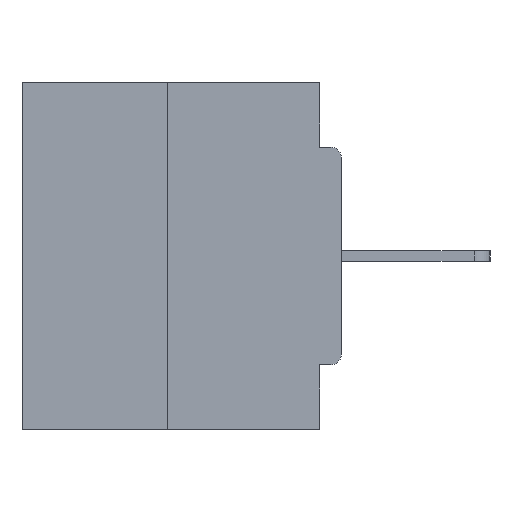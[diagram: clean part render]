
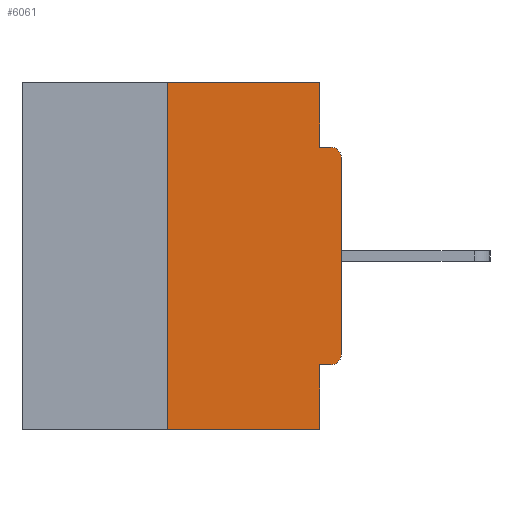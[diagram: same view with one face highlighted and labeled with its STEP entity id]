
A CAD part, left-side view. The second image highlights one B-rep face of the part: STEP entity #6061.
In plain terms, the highlighted planar face has unit normal (-1, 0, 0).
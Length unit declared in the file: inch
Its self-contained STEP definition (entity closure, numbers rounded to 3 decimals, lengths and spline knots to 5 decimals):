
#765 = DIRECTION ( 'NONE',  ( -1., 0., 0. ) ) ;
#1402 = EDGE_CURVE ( 'NONE', #10918, #4388, #23866, .T. ) ;
#1902 = DIRECTION ( 'NONE',  ( 0., 0., 1. ) ) ;
#2659 = CARTESIAN_POINT ( 'NONE',  ( 0., 0.031, 0. ) ) ;
#3123 = LINE ( 'NONE', #17338, #3649 ) ;
#3262 = VERTEX_POINT ( 'NONE', #20980 ) ;
#3366 = CARTESIAN_POINT ( 'NONE',  ( 0., 0.031, -0.0935 ) ) ;
#3558 = EDGE_CURVE ( 'NONE', #26536, #7616, #3737, .T. ) ;
#3649 = VECTOR ( 'NONE', #28689, 39.37008 ) ;
#3737 = LINE ( 'NONE', #13255, #16414 ) ;
#4034 = CARTESIAN_POINT ( 'NONE',  ( 0., 0.25, 0. ) ) ;
#4388 = VERTEX_POINT ( 'NONE', #4394 ) ;
#4394 = CARTESIAN_POINT ( 'NONE',  ( 0., 0., -0.1085 ) ) ;
#4989 = DIRECTION ( 'NONE',  ( -1., 0., 0. ) ) ;
#5235 = DIRECTION ( 'NONE',  ( 0., -1., 0. ) ) ;
#5374 = VERTEX_POINT ( 'NONE', #27450 ) ;
#5580 = CARTESIAN_POINT ( 'NONE',  ( 0., 0., 0. ) ) ;
#6061 = ADVANCED_FACE ( 'NONE', ( #21606 ), #21905, .F. ) ;
#6912 = LINE ( 'NONE', #9772, #23156 ) ;
#6990 = CARTESIAN_POINT ( 'NONE',  ( 0., 0., -0.3915 ) ) ;
#7548 = DIRECTION ( 'NONE',  ( 0., 0., 1. ) ) ;
#7616 = VERTEX_POINT ( 'NONE', #29741 ) ;
#7746 = DIRECTION ( 'NONE',  ( 0., 0., -1. ) ) ;
#7793 = ORIENTED_EDGE ( 'NONE', *, *, #15605, .T. ) ;
#7828 = ORIENTED_EDGE ( 'NONE', *, *, #10186, .F. ) ;
#7863 = DIRECTION ( 'NONE',  ( 0., 0., -1. ) ) ;
#8750 = CIRCLE ( 'NONE', #17430, 0.015 ) ;
#8823 = ORIENTED_EDGE ( 'NONE', *, *, #3558, .F. ) ;
#9467 = ORIENTED_EDGE ( 'NONE', *, *, #16030, .F. ) ;
#9691 = ORIENTED_EDGE ( 'NONE', *, *, #20741, .F. ) ;
#9772 = CARTESIAN_POINT ( 'NONE',  ( 0., 0.46, -0.5 ) ) ;
#9903 = VECTOR ( 'NONE', #1902, 39.37008 ) ;
#10186 = EDGE_CURVE ( 'NONE', #13631, #26536, #27223, .T. ) ;
#10629 = CARTESIAN_POINT ( 'NONE',  ( 0., 0.031, 0. ) ) ;
#10918 = VERTEX_POINT ( 'NONE', #6990 ) ;
#11364 = VERTEX_POINT ( 'NONE', #20998 ) ;
#12721 = EDGE_CURVE ( 'NONE', #11364, #28105, #27389, .T. ) ;
#12756 = ORIENTED_EDGE ( 'NONE', *, *, #19292, .F. ) ;
#12761 = ORIENTED_EDGE ( 'NONE', *, *, #28943, .T. ) ;
#13255 = CARTESIAN_POINT ( 'NONE',  ( 0., 0., -0.0935 ) ) ;
#13577 = VECTOR ( 'NONE', #16612, 39.37008 ) ;
#13583 = VECTOR ( 'NONE', #16717, 39.37008 ) ;
#13631 = VERTEX_POINT ( 'NONE', #10629 ) ;
#13752 = DIRECTION ( 'NONE',  ( 0., 0., -1. ) ) ;
#15106 = CIRCLE ( 'NONE', #21366, 0.015 ) ;
#15605 = EDGE_CURVE ( 'NONE', #5374, #10918, #8750, .T. ) ;
#15877 = CARTESIAN_POINT ( 'NONE',  ( 0., 0.031, -0.5 ) ) ;
#15956 = LINE ( 'NONE', #4034, #9903 ) ;
#16030 = EDGE_CURVE ( 'NONE', #3262, #13631, #21006, .T. ) ;
#16414 = VECTOR ( 'NONE', #24295, 39.37008 ) ;
#16612 = DIRECTION ( 'NONE',  ( 0., -1., 0. ) ) ;
#16717 = DIRECTION ( 'NONE',  ( 0., 0., -1. ) ) ;
#16809 = CARTESIAN_POINT ( 'NONE',  ( 0., 0.25, -0.5 ) ) ;
#17147 = EDGE_CURVE ( 'NONE', #4388, #7616, #15106, .T. ) ;
#17338 = CARTESIAN_POINT ( 'NONE',  ( 0., 0., -0.4065 ) ) ;
#17430 = AXIS2_PLACEMENT_3D ( 'NONE', #28307, #765, #7746 ) ;
#18738 = CARTESIAN_POINT ( 'NONE',  ( 0., 0.015, -0.1085 ) ) ;
#19292 = EDGE_CURVE ( 'NONE', #5374, #11364, #3123, .T. ) ;
#20249 = VECTOR ( 'NONE', #13752, 39.37008 ) ;
#20741 = EDGE_CURVE ( 'NONE', #21425, #3262, #15956, .T. ) ;
#20980 = CARTESIAN_POINT ( 'NONE',  ( 0., 0.25, 0. ) ) ;
#20998 = CARTESIAN_POINT ( 'NONE',  ( 0., 0.031, -0.4065 ) ) ;
#21006 = LINE ( 'NONE', #25406, #13577 ) ;
#21030 = CARTESIAN_POINT ( 'NONE',  ( 0., 0.031, -0.5 ) ) ;
#21301 = DIRECTION ( 'NONE',  ( 0., 0., -1. ) ) ;
#21366 = AXIS2_PLACEMENT_3D ( 'NONE', #18738, #4989, #21301 ) ;
#21425 = VERTEX_POINT ( 'NONE', #16809 ) ;
#21606 = FACE_OUTER_BOUND ( 'NONE', #28691, .T. ) ;
#21757 = CARTESIAN_POINT ( 'NONE',  ( 0., 0.46, 0. ) ) ;
#21905 = PLANE ( 'NONE',  #27760 ) ;
#21999 = VECTOR ( 'NONE', #7548, 39.37008 ) ;
#22885 = ORIENTED_EDGE ( 'NONE', *, *, #17147, .T. ) ;
#23156 = VECTOR ( 'NONE', #5235, 39.37008 ) ;
#23866 = LINE ( 'NONE', #5580, #21999 ) ;
#24032 = DIRECTION ( 'NONE',  ( 1., 0., 0. ) ) ;
#24295 = DIRECTION ( 'NONE',  ( 0., -1., 0. ) ) ;
#25406 = CARTESIAN_POINT ( 'NONE',  ( 0., 0.46, 0. ) ) ;
#25456 = ORIENTED_EDGE ( 'NONE', *, *, #12721, .F. ) ;
#26536 = VERTEX_POINT ( 'NONE', #3366 ) ;
#27223 = LINE ( 'NONE', #2659, #13583 ) ;
#27328 = ORIENTED_EDGE ( 'NONE', *, *, #1402, .T. ) ;
#27389 = LINE ( 'NONE', #15877, #20249 ) ;
#27450 = CARTESIAN_POINT ( 'NONE',  ( 0., 0.015, -0.4065 ) ) ;
#27760 = AXIS2_PLACEMENT_3D ( 'NONE', #21757, #24032, #7863 ) ;
#28105 = VERTEX_POINT ( 'NONE', #21030 ) ;
#28307 = CARTESIAN_POINT ( 'NONE',  ( 0., 0.015, -0.3915 ) ) ;
#28689 = DIRECTION ( 'NONE',  ( 0., 1., 0. ) ) ;
#28691 = EDGE_LOOP ( 'NONE', ( #9467, #9691, #12761, #25456, #12756, #7793, #27328, #22885, #8823, #7828 ) ) ;
#28943 = EDGE_CURVE ( 'NONE', #21425, #28105, #6912, .T. ) ;
#29741 = CARTESIAN_POINT ( 'NONE',  ( 0., 0.015, -0.0935 ) ) ;
